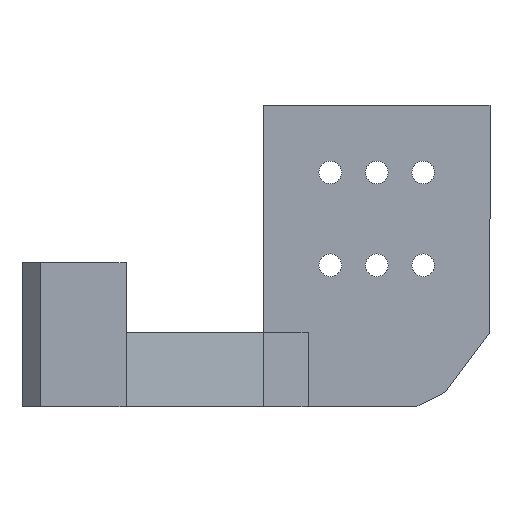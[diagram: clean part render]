
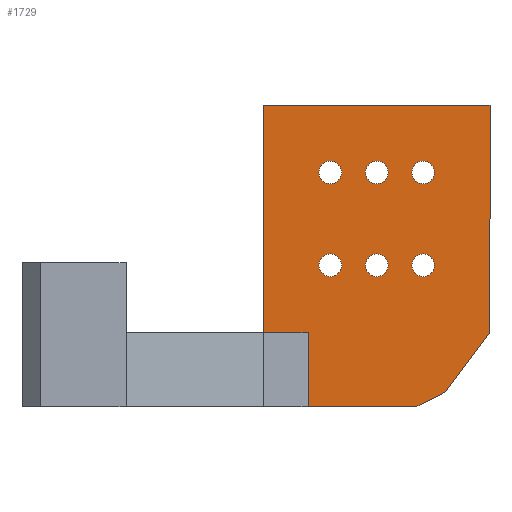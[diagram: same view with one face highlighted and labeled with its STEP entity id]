
A CAD part, left-side view. The second image highlights one B-rep face of the part: STEP entity #1729.
In plain terms, the highlighted planar face has unit normal (-1, 0, 0).
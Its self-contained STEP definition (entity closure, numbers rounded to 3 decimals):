
#84=FACE_BOUND('',#356,.T.);
#85=FACE_BOUND('',#357,.T.);
#86=FACE_BOUND('',#358,.T.);
#87=FACE_BOUND('',#359,.T.);
#88=FACE_BOUND('',#360,.T.);
#89=FACE_BOUND('',#361,.T.);
#144=CIRCLE('',#1863,3.05);
#145=CIRCLE('',#1864,3.05);
#146=CIRCLE('',#1866,3.05);
#147=CIRCLE('',#1867,3.05);
#148=CIRCLE('',#1869,3.05);
#149=CIRCLE('',#1870,3.05);
#150=CIRCLE('',#1872,3.05);
#151=CIRCLE('',#1873,3.05);
#152=CIRCLE('',#1875,3.05);
#153=CIRCLE('',#1876,3.05);
#154=CIRCLE('',#1878,3.05);
#155=CIRCLE('',#1879,3.05);
#252=FACE_OUTER_BOUND('',#355,.T.);
#355=EDGE_LOOP('',(#1407,#1408,#1409,#1410,#1411,#1412,#1413,#1414));
#356=EDGE_LOOP('',(#1415,#1416));
#357=EDGE_LOOP('',(#1417,#1418));
#358=EDGE_LOOP('',(#1419,#1420));
#359=EDGE_LOOP('',(#1421,#1422));
#360=EDGE_LOOP('',(#1423,#1424));
#361=EDGE_LOOP('',(#1425,#1426));
#403=LINE('',#2488,#544);
#419=LINE('',#2548,#560);
#438=LINE('',#2602,#579);
#442=LINE('',#2611,#583);
#446=LINE('',#2617,#587);
#460=LINE('',#2700,#601);
#483=LINE('',#2920,#624);
#484=LINE('',#2922,#625);
#544=VECTOR('',#1973,10.);
#560=VECTOR('',#2021,10.);
#579=VECTOR('',#2068,10.);
#583=VECTOR('',#2078,10.);
#587=VECTOR('',#2084,10.);
#601=VECTOR('',#2182,1000.);
#624=VECTOR('',#2315,1000.);
#625=VECTOR('',#2318,1000.);
#685=VERTEX_POINT('',#2486);
#686=VERTEX_POINT('',#2487);
#714=VERTEX_POINT('',#2547);
#734=VERTEX_POINT('',#2598);
#737=VERTEX_POINT('',#2610);
#738=VERTEX_POINT('',#2615);
#765=VERTEX_POINT('',#2699);
#770=VERTEX_POINT('',#2753);
#771=VERTEX_POINT('',#2755);
#772=VERTEX_POINT('',#2759);
#773=VERTEX_POINT('',#2761);
#774=VERTEX_POINT('',#2765);
#775=VERTEX_POINT('',#2767);
#776=VERTEX_POINT('',#2771);
#777=VERTEX_POINT('',#2773);
#778=VERTEX_POINT('',#2777);
#779=VERTEX_POINT('',#2779);
#780=VERTEX_POINT('',#2783);
#781=VERTEX_POINT('',#2785);
#812=VERTEX_POINT('',#2914);
#864=EDGE_CURVE('',#685,#686,#403,.T.);
#894=EDGE_CURVE('',#686,#714,#419,.T.);
#921=EDGE_CURVE('',#714,#734,#438,.T.);
#925=EDGE_CURVE('',#737,#734,#442,.T.);
#929=EDGE_CURVE('',#685,#738,#446,.T.);
#967=EDGE_CURVE('',#737,#765,#460,.T.);
#976=EDGE_CURVE('',#770,#771,#144,.T.);
#977=EDGE_CURVE('',#771,#770,#145,.T.);
#979=EDGE_CURVE('',#772,#773,#146,.T.);
#980=EDGE_CURVE('',#773,#772,#147,.T.);
#982=EDGE_CURVE('',#774,#775,#148,.T.);
#983=EDGE_CURVE('',#775,#774,#149,.T.);
#985=EDGE_CURVE('',#776,#777,#150,.T.);
#986=EDGE_CURVE('',#777,#776,#151,.T.);
#988=EDGE_CURVE('',#778,#779,#152,.T.);
#989=EDGE_CURVE('',#779,#778,#153,.T.);
#991=EDGE_CURVE('',#780,#781,#154,.T.);
#992=EDGE_CURVE('',#781,#780,#155,.T.);
#1035=EDGE_CURVE('',#765,#812,#483,.T.);
#1036=EDGE_CURVE('',#738,#812,#484,.T.);
#1407=ORIENTED_EDGE('',*,*,#864,.F.);
#1408=ORIENTED_EDGE('',*,*,#929,.T.);
#1409=ORIENTED_EDGE('',*,*,#1036,.T.);
#1410=ORIENTED_EDGE('',*,*,#1035,.F.);
#1411=ORIENTED_EDGE('',*,*,#967,.F.);
#1412=ORIENTED_EDGE('',*,*,#925,.T.);
#1413=ORIENTED_EDGE('',*,*,#921,.F.);
#1414=ORIENTED_EDGE('',*,*,#894,.F.);
#1415=ORIENTED_EDGE('',*,*,#992,.F.);
#1416=ORIENTED_EDGE('',*,*,#991,.F.);
#1417=ORIENTED_EDGE('',*,*,#989,.F.);
#1418=ORIENTED_EDGE('',*,*,#988,.F.);
#1419=ORIENTED_EDGE('',*,*,#986,.F.);
#1420=ORIENTED_EDGE('',*,*,#985,.F.);
#1421=ORIENTED_EDGE('',*,*,#983,.F.);
#1422=ORIENTED_EDGE('',*,*,#982,.F.);
#1423=ORIENTED_EDGE('',*,*,#980,.F.);
#1424=ORIENTED_EDGE('',*,*,#979,.F.);
#1425=ORIENTED_EDGE('',*,*,#977,.F.);
#1426=ORIENTED_EDGE('',*,*,#976,.F.);
#1656=PLANE('',#1915);
#1729=ADVANCED_FACE('',(#252,#84,#85,#86,#87,#88,#89),#1656,.F.);
#1863=AXIS2_PLACEMENT_3D('',#2756,#2191,#2192);
#1864=AXIS2_PLACEMENT_3D('',#2757,#2193,#2194);
#1866=AXIS2_PLACEMENT_3D('',#2762,#2198,#2199);
#1867=AXIS2_PLACEMENT_3D('',#2763,#2200,#2201);
#1869=AXIS2_PLACEMENT_3D('',#2768,#2205,#2206);
#1870=AXIS2_PLACEMENT_3D('',#2769,#2207,#2208);
#1872=AXIS2_PLACEMENT_3D('',#2774,#2212,#2213);
#1873=AXIS2_PLACEMENT_3D('',#2775,#2214,#2215);
#1875=AXIS2_PLACEMENT_3D('',#2780,#2219,#2220);
#1876=AXIS2_PLACEMENT_3D('',#2781,#2221,#2222);
#1878=AXIS2_PLACEMENT_3D('',#2786,#2226,#2227);
#1879=AXIS2_PLACEMENT_3D('',#2787,#2228,#2229);
#1915=AXIS2_PLACEMENT_3D('',#2921,#2316,#2317);
#1973=DIRECTION('',(0.,0.894,-0.448));
#2021=DIRECTION('',(0.,1.,0.));
#2068=DIRECTION('',(0.,0.,1.));
#2078=DIRECTION('',(0.,-1.,0.));
#2084=DIRECTION('',(0.,-0.598,0.801));
#2182=DIRECTION('',(0.,0.,1.));
#2191=DIRECTION('center_axis',(-1.,0.,0.));
#2192=DIRECTION('ref_axis',(0.,0.,
-1.));
#2193=DIRECTION('center_axis',(-1.,0.,0.));
#2194=DIRECTION('ref_axis',(0.,0.,
-1.));
#2198=DIRECTION('center_axis',(-1.,0.,0.));
#2199=DIRECTION('ref_axis',(0.,0.,1.));
#2200=DIRECTION('center_axis',(-1.,0.,0.));
#2201=DIRECTION('ref_axis',(0.,0.,1.));
#2205=DIRECTION('center_axis',(-1.,0.,0.));
#2206=DIRECTION('ref_axis',(0.,0.,
-1.));
#2207=DIRECTION('center_axis',(-1.,0.,0.));
#2208=DIRECTION('ref_axis',(0.,0.,
-1.));
#2212=DIRECTION('center_axis',(-1.,0.,0.));
#2213=DIRECTION('ref_axis',(0.,0.,1.));
#2214=DIRECTION('center_axis',(-1.,0.,0.));
#2215=DIRECTION('ref_axis',(0.,0.,1.));
#2219=DIRECTION('center_axis',(-1.,0.,0.));
#2220=DIRECTION('ref_axis',(0.,0.,
1.));
#2221=DIRECTION('center_axis',(-1.,0.,0.));
#2222=DIRECTION('ref_axis',(0.,0.,
1.));
#2226=DIRECTION('center_axis',(-1.,0.,0.));
#2227=DIRECTION('ref_axis',(0.,0.,
1.));
#2228=DIRECTION('center_axis',(-1.,0.,0.));
#2229=DIRECTION('ref_axis',(0.,0.,
1.));
#2315=DIRECTION('',(0.,-1.,0.));
#2316=DIRECTION('center_axis',(1.,0.,0.));
#2317=DIRECTION('ref_axis',(0.,0.,-1.));
#2318=DIRECTION('',(0.,0.,1.));
#2486=CARTESIAN_POINT('',(-43.56,17.423,-11.662));
#2487=CARTESIAN_POINT('',(-43.56,25.414,-15.668));
#2488=CARTESIAN_POINT('',(-43.56,10.123,-8.002));
#2547=CARTESIAN_POINT('',(-43.56,54.444,-15.668));
#2548=CARTESIAN_POINT('',(-43.56,71.186,-15.668));
#2598=CARTESIAN_POINT('',(-43.56,54.444,4.332));
#2602=CARTESIAN_POINT('',(-43.56,54.444,2.166));
#2610=CARTESIAN_POINT('',(-43.56,66.444,4.332));
#2611=CARTESIAN_POINT('',(-43.56,37.964,4.332));
#2615=CARTESIAN_POINT('',(-43.56,5.484,4.332));
#2617=CARTESIAN_POINT('',(-43.56,16.681,-10.668));
#2699=CARTESIAN_POINT('',(-43.56,66.444,65.532));
#2700=CARTESIAN_POINT('',(-43.56,66.444,4.332));
#2753=CARTESIAN_POINT('',(-43.56,23.464,44.382));
#2755=CARTESIAN_POINT('',(-43.56,23.464,50.482));
#2756=CARTESIAN_POINT('Origin',(-43.56,23.464,47.432));
#2757=CARTESIAN_POINT('Origin',(-43.56,23.464,47.432));
#2759=CARTESIAN_POINT('',(-43.56,35.964,44.382));
#2761=CARTESIAN_POINT('',(-43.56,35.964,50.482));
#2762=CARTESIAN_POINT('Origin',(-43.56,35.964,47.432));
#2763=CARTESIAN_POINT('Origin',(-43.56,35.964,47.432));
#2765=CARTESIAN_POINT('',(-43.56,48.464,44.382));
#2767=CARTESIAN_POINT('',(-43.56,48.464,50.482));
#2768=CARTESIAN_POINT('Origin',(-43.56,48.464,47.432));
#2769=CARTESIAN_POINT('Origin',(-43.56,48.464,47.432));
#2771=CARTESIAN_POINT('',(-43.56,48.464,19.382));
#2773=CARTESIAN_POINT('',(-43.56,48.464,25.482));
#2774=CARTESIAN_POINT('Origin',(-43.56,48.464,22.432));
#2775=CARTESIAN_POINT('Origin',(-43.56,48.464,22.432));
#2777=CARTESIAN_POINT('',(-43.56,35.964,19.382));
#2779=CARTESIAN_POINT('',(-43.56,35.964,25.482));
#2780=CARTESIAN_POINT('Origin',(-43.56,35.964,22.432));
#2781=CARTESIAN_POINT('Origin',(-43.56,35.964,22.432));
#2783=CARTESIAN_POINT('',(-43.56,23.464,19.382));
#2785=CARTESIAN_POINT('',(-43.56,23.464,25.482));
#2786=CARTESIAN_POINT('Origin',(-43.56,23.464,22.432));
#2787=CARTESIAN_POINT('Origin',(-43.56,23.464,22.432));
#2914=CARTESIAN_POINT('',(-43.56,5.484,65.532));
#2920=CARTESIAN_POINT('',(-43.56,70.484,65.532));
#2921=CARTESIAN_POINT('Origin',(-43.56,0.,
0.));
#2922=CARTESIAN_POINT('',(-43.56,5.484,4.332));
